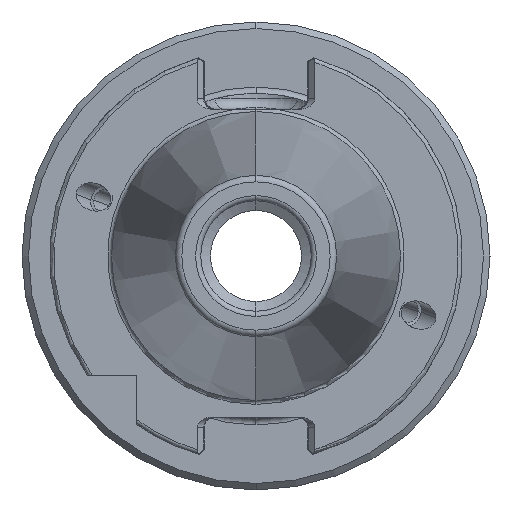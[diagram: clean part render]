
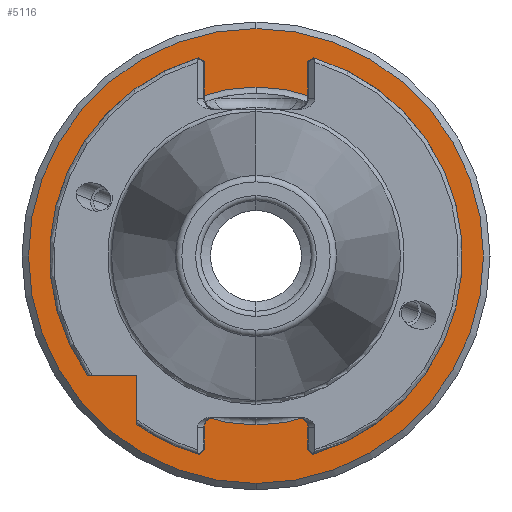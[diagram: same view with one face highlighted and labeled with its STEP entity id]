
A CAD part, left-side view. The second image highlights one B-rep face of the part: STEP entity #5116.
In plain terms, the highlighted planar face has unit normal (-1, 0, 0).
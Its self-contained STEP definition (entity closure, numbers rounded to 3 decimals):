
#50 = AXIS2_PLACEMENT_3D ( 'NONE', #4574, #4599, #4622 ) ;
#208 = CIRCLE ( 'NONE', #673, 35. ) ;
#209 = CARTESIAN_POINT ( 'NONE',  ( 35., 0., 26. ) ) ;
#245 = AXIS2_PLACEMENT_3D ( 'NONE', #3414, #3446, #3452 ) ;
#317 = EDGE_CURVE ( 'NONE', #544, #1311, #208, .T. ) ;
#544 = VERTEX_POINT ( 'NONE', #3204 ) ;
#583 = VERTEX_POINT ( 'NONE', #3213 ) ;
#599 = EDGE_CURVE ( 'NONE', #583, #3120, #3933, .T. ) ;
#673 = AXIS2_PLACEMENT_3D ( 'NONE', #1956, #1959, #1968 ) ;
#686 = ORIENTED_EDGE ( 'NONE', *, *, #599, .F. ) ;
#732 = EDGE_CURVE ( 'NONE', #1311, #544, #1015, .T. ) ;
#1015 = CIRCLE ( 'NONE', #50, 35. ) ;
#1216 = EDGE_LOOP ( 'NONE', ( #2694, #686 ) ) ;
#1240 = PLANE ( 'NONE',  #1664 ) ;
#1288 = DIRECTION ( 'NONE',  ( 0., 0., 1. ) ) ;
#1301 = DIRECTION ( 'NONE',  ( -1., 0., 0. ) ) ;
#1311 = VERTEX_POINT ( 'NONE', #3368 ) ;
#1316 = CARTESIAN_POINT ( 'NONE',  ( 35., 0., 0. ) ) ;
#1444 = CIRCLE ( 'NONE', #1920, 26. ) ;
#1664 = AXIS2_PLACEMENT_3D ( 'NONE', #2092, #5365, #4205 ) ;
#1920 = AXIS2_PLACEMENT_3D ( 'NONE', #1316, #1301, #1288 ) ;
#1956 = CARTESIAN_POINT ( 'NONE',  ( 35., 0., 0. ) ) ;
#1959 = DIRECTION ( 'NONE',  ( -1., 0., 0. ) ) ;
#1968 = DIRECTION ( 'NONE',  ( 0., 0., 1. ) ) ;
#2092 = CARTESIAN_POINT ( 'NONE',  ( 35., 26., 0. ) ) ;
#2360 = EDGE_LOOP ( 'NONE', ( #3095, #4322 ) ) ;
#2694 = ORIENTED_EDGE ( 'NONE', *, *, #4165, .F. ) ;
#3095 = ORIENTED_EDGE ( 'NONE', *, *, #317, .T. ) ;
#3120 = VERTEX_POINT ( 'NONE', #209 ) ;
#3204 = CARTESIAN_POINT ( 'NONE',  ( 35., 0., -35. ) ) ;
#3213 = CARTESIAN_POINT ( 'NONE',  ( 35., 0., -26. ) ) ;
#3368 = CARTESIAN_POINT ( 'NONE',  ( 35., 0., 35. ) ) ;
#3414 = CARTESIAN_POINT ( 'NONE',  ( 35., 0., 0. ) ) ;
#3446 = DIRECTION ( 'NONE',  ( -1., 0., 0. ) ) ;
#3452 = DIRECTION ( 'NONE',  ( 0., 0., 1. ) ) ;
#3933 = CIRCLE ( 'NONE', #245, 26. ) ;
#4000 = FACE_BOUND ( 'NONE', #1216, .T. ) ;
#4165 = EDGE_CURVE ( 'NONE', #3120, #583, #1444, .T. ) ;
#4205 = DIRECTION ( 'NONE',  ( 0., 0., -1. ) ) ;
#4322 = ORIENTED_EDGE ( 'NONE', *, *, #732, .T. ) ;
#4574 = CARTESIAN_POINT ( 'NONE',  ( 35., 0., 0. ) ) ;
#4599 = DIRECTION ( 'NONE',  ( -1., 0., 0. ) ) ;
#4622 = DIRECTION ( 'NONE',  ( 0., 0., 1. ) ) ;
#4789 = FACE_OUTER_BOUND ( 'NONE', #2360, .T. ) ;
#5116 = ADVANCED_FACE ( 'NONE', ( #4000, #4789 ), #1240, .F. ) ;
#5365 = DIRECTION ( 'NONE',  ( 1., 0., 0. ) ) ;
